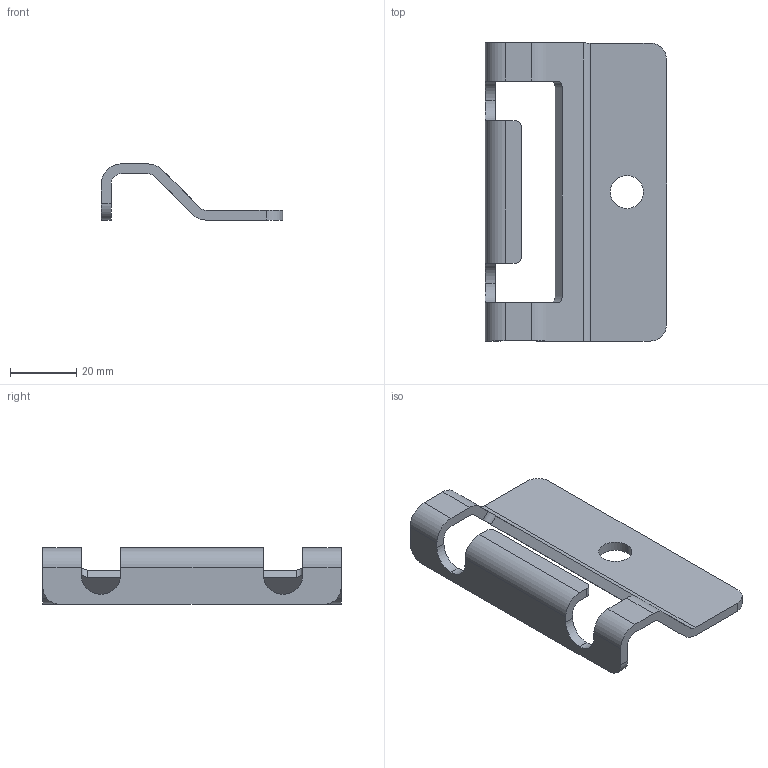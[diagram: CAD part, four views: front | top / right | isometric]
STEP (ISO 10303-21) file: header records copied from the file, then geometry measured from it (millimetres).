
FILE_DESCRIPTION(('STEP AP214'),'1');
FILE_NAME('___ELAN-CITE_CDS_blocage tubes-200003_VERSION 1_sans embouti_0.stp','2021-04-28T09:18:21',('francois charron'),('EXA Design'),'Spatial InterOp 3D',' ',' ');
FILE_SCHEMA(('AUTOMOTIVE_DESIGN { 1 0 10303 214 1 1 1 1 }'));
Length unit declared in the file: inch
Products named in the file (1): ELAN-CITE_CDS_blocage tubes-200003_VERSION 1_sans embouti
Bounding box: 54.73 x 90 x 17 mm (x, y, z)
Volume: 15123.6 mm3; surface area: 11807 mm2
Topology: 1 solids, 1 shells, 48 faces, 144 edges, 96 vertices
Faces by surface type: cylinder 26, plane 22
Entity records: 1673 total; most frequent: DIRECTION 294, CARTESIAN_POINT 289, ORIENTED_EDGE 288, EDGE_CURVE 144, AXIS2_PLACEMENT_3D 101, VERTEX_POINT 96, LINE 92, VECTOR 92
